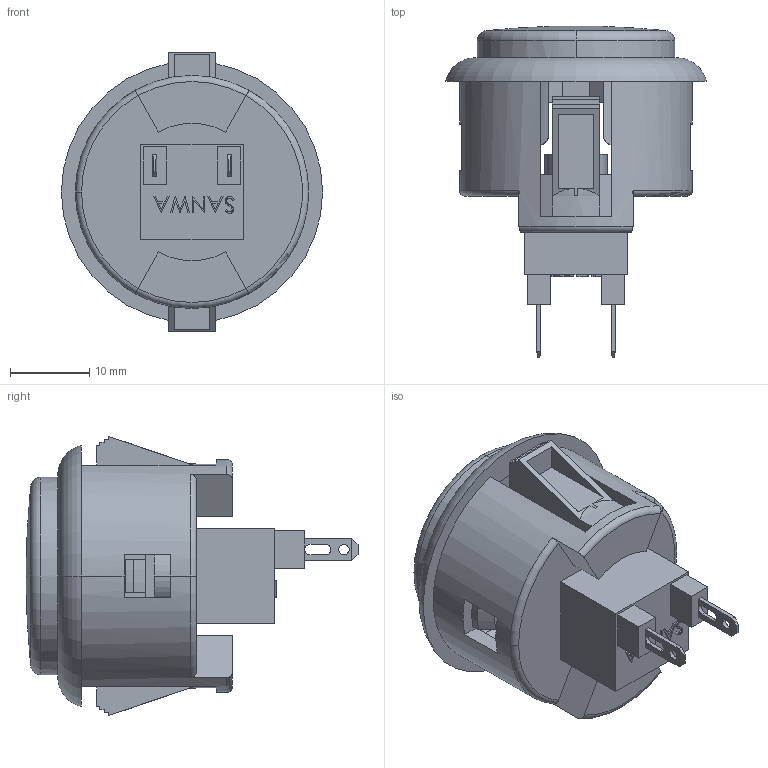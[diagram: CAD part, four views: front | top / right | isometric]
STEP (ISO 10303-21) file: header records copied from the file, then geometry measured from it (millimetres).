
FILE_DESCRIPTION (( 'STEP AP203' ), '1' );
FILE_NAME ('!sanwa_button.STEP', '2012-03-31T21:27:55', ( 'th' ), ( '' ), 'SwSTEP 2.0', 'SolidWorks 2009', '' );
FILE_SCHEMA (( 'CONFIG_CONTROL_DESIGN' ));
Length unit declared in the file: inch
Products named in the file (4): microswitch; top_cap; !sanwa_button; base
Assembly tree (3 placements, depth 2):
  !sanwa_button
    top_cap
    base
    microswitch
Bounding box: 33.02 x 41.99 x 35.3 mm (x, y, z)
Volume: 9236.1 mm3; surface area: 10066.1 mm2
Topology: 3 solids, 3 shells, 306 faces, 859 edges, 564 vertices
Faces by surface type: plane 229, cylinder 49, bspline 15, torus 9, sphere 2, cone 2
Entity records: 11425 total; most frequent: CARTESIAN_POINT 3082, ORIENTED_EDGE 1718, DIRECTION 1563, EDGE_CURVE 859, VECTOR 637, LINE 637, VERTEX_POINT 564, AXIS2_PLACEMENT_3D 463
